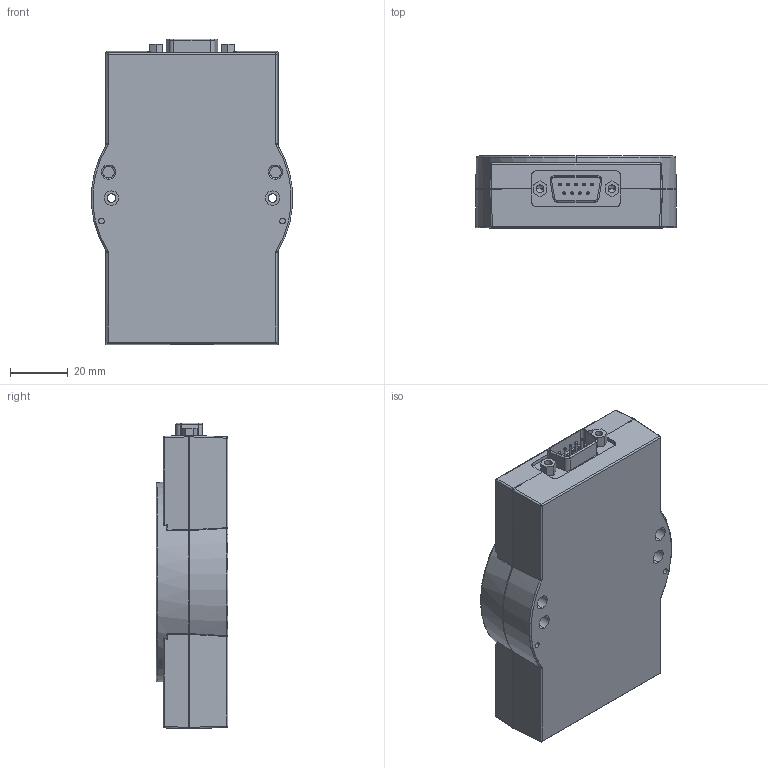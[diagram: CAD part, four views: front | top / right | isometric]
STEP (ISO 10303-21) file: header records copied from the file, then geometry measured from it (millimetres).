
FILE_DESCRIPTION (( 'STEP AP203' ), '1' );
FILE_NAME ('ADAM-4562.STEP', '2007-01-14T22:37:44', ( 'Anderson Professional Modeling' ), ( 'Anderson Professional Modeling' ), 'SwSTEP 2.0', 'SolidWorks 2007', '' );
FILE_SCHEMA (( 'CONFIG_CONTROL_DESIGN' ));
Length unit declared in the file: millimetre
Products named in the file (1): ADAM-4562
Bounding box: 69.79 x 25 x 106.24 mm (x, y, z)
Volume: 148707.3 mm3; surface area: 24441.6 mm2
Topology: 1 solids, 3 shells, 529 faces, 1352 edges, 825 vertices
Faces by surface type: plane 164, cylinder 145, bspline 105, torus 71, sphere 31, cone 13
Entity records: 20001 total; most frequent: CARTESIAN_POINT 8018, ORIENTED_EDGE 2576, DIRECTION 2322, EDGE_CURVE 1288, AXIS2_PLACEMENT_3D 861, VERTEX_POINT 807, LINE 600, VECTOR 600
